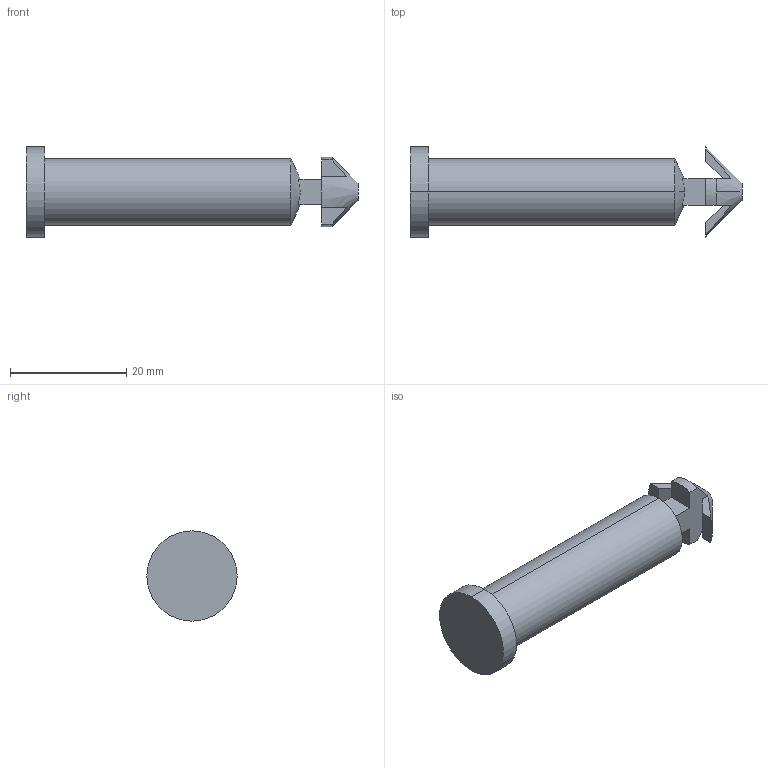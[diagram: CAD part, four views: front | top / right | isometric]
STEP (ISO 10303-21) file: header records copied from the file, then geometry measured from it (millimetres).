
FILE_DESCRIPTION (( 'STEP AP214' ), '1' );
FILE_NAME ('GOUPILLE.STEP', '2018-04-23T08:34:22', ( '' ), ( '' ), 'SwSTEP 2.0', 'SolidWorks 2018', '' );
FILE_SCHEMA (( 'AUTOMOTIVE_DESIGN' ));
Length unit declared in the file: millimetre
Products named in the file (1): GOUPILLE
Bounding box: 57.05 x 15.5 x 15.5 mm (x, y, z)
Volume: 5483.6 mm3; surface area: 2480.1 mm2
Topology: 1 solids, 1 shells, 28 faces, 72 edges, 47 vertices
Faces by surface type: plane 17, cylinder 7, cone 4
Entity records: 947 total; most frequent: CARTESIAN_POINT 238, ORIENTED_EDGE 144, DIRECTION 135, EDGE_CURVE 72, AXIS2_PLACEMENT_3D 48, VERTEX_POINT 47, LINE 39, VECTOR 39
